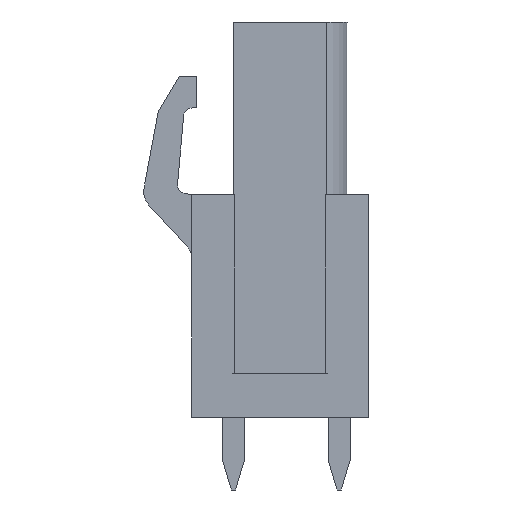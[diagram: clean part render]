
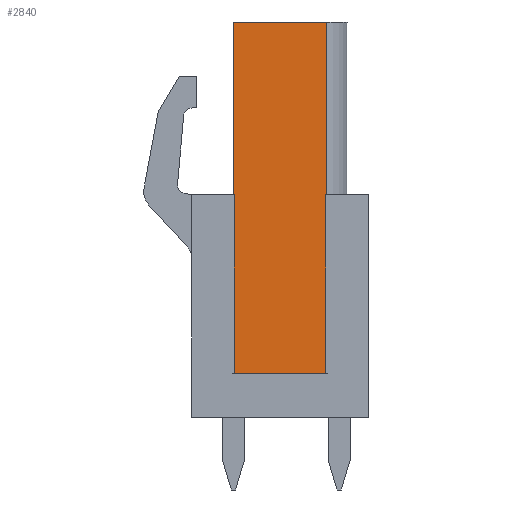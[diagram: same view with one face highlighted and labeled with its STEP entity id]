
A CAD part, left-side view. The second image highlights one B-rep face of the part: STEP entity #2840.
In plain terms, the highlighted planar face has unit normal (-1, 0, 0).
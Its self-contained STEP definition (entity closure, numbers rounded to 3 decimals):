
#2840 = ADVANCED_FACE( '', ( #6019 ), #6020, .F. );
#6019 = FACE_OUTER_BOUND( '', #11360, .T. );
#6020 = PLANE( '', #11361 );
#11360 = EDGE_LOOP( '', ( #19869, #19870, #19871, #19872, #19873, #19874, #19875, #19876 ) );
#11361 = AXIS2_PLACEMENT_3D( '', #19877, #19878, #19879 );
#19869 = ORIENTED_EDGE( '', *, *, #25334, .T. );
#19870 = ORIENTED_EDGE( '', *, *, #25335, .T. );
#19871 = ORIENTED_EDGE( '', *, *, #25187, .T. );
#19872 = ORIENTED_EDGE( '', *, *, #24041, .F. );
#19873 = ORIENTED_EDGE( '', *, *, #22727, .F. );
#19874 = ORIENTED_EDGE( '', *, *, #24823, .F. );
#19875 = ORIENTED_EDGE( '', *, *, #22744, .T. );
#19876 = ORIENTED_EDGE( '', *, *, #25336, .T. );
#19877 = CARTESIAN_POINT( '', ( -30.44, -3.25, 5.35 ) );
#19878 = DIRECTION( '', ( 1., 0., 0. ) );
#19879 = DIRECTION( '', ( 0., 0., -1. ) );
#22727 = EDGE_CURVE( '', #27032, #27034, #27035, .T. );
#22744 = EDGE_CURVE( '', #27058, #27062, #27064, .T. );
#24041 = EDGE_CURVE( '', #27034, #29112, #29113, .T. );
#24823 = EDGE_CURVE( '', #27058, #27032, #30180, .T. );
#25187 = EDGE_CURVE( '', #30661, #29112, #30662, .T. );
#25334 = EDGE_CURVE( '', #30836, #30837, #30838, .T. );
#25335 = EDGE_CURVE( '', #30837, #30661, #30839, .T. );
#25336 = EDGE_CURVE( '', #27062, #30836, #30840, .T. );
#27032 = VERTEX_POINT( '', #33111 );
#27034 = VERTEX_POINT( '', #33114 );
#27035 = LINE( '', #33115, #33116 );
#27058 = VERTEX_POINT( '', #33146 );
#27062 = VERTEX_POINT( '', #33152 );
#27064 = LINE( '', #33155, #33156 );
#29112 = VERTEX_POINT( '', #36110 );
#29113 = LINE( '', #36111, #36112 );
#30180 = LINE( '', #37635, #37636 );
#30661 = VERTEX_POINT( '', #38335 );
#30662 = LINE( '', #38336, #38337 );
#30836 = VERTEX_POINT( '', #38587 );
#30837 = VERTEX_POINT( '', #38588 );
#30838 = LINE( '', #38589, #38590 );
#30839 = LINE( '', #38591, #38592 );
#30840 = LINE( '', #38593, #38594 );
#33111 = CARTESIAN_POINT( '', ( -30.44, 2.65, 5.35 ) );
#33114 = CARTESIAN_POINT( '', ( -30.44, 2.25, 5.35 ) );
#33115 = CARTESIAN_POINT( '', ( -30.44, 2.65, 5.35 ) );
#33116 = VECTOR( '', #39934, 1000. );
#33146 = CARTESIAN_POINT( '', ( -30.44, 2.65, -3.25 ) );
#33152 = CARTESIAN_POINT( '', ( -30.44, -2.65, -3.25 ) );
#33155 = CARTESIAN_POINT( '', ( -30.44, 2.65, -3.25 ) );
#33156 = VECTOR( '', #39954, 1000. );
#36110 = CARTESIAN_POINT( '', ( -30.44, 2.25, 13.65 ) );
#36111 = CARTESIAN_POINT( '', ( -30.44, 2.25, 5.35 ) );
#36112 = VECTOR( '', #41274, 1000. );
#37635 = CARTESIAN_POINT( '', ( -30.44, 2.65, -3.25 ) );
#37636 = VECTOR( '', #41969, 1000. );
#38335 = CARTESIAN_POINT( '', ( -30.44, -2.25, 13.65 ) );
#38336 = CARTESIAN_POINT( '', ( -30.44, -3.25, 13.65 ) );
#38337 = VECTOR( '', #42305, 1000. );
#38587 = CARTESIAN_POINT( '', ( -30.44, -2.65, 5.35 ) );
#38588 = CARTESIAN_POINT( '', ( -30.44, -2.25, 5.35 ) );
#38589 = CARTESIAN_POINT( '', ( -30.44, -3.25, 5.35 ) );
#38590 = VECTOR( '', #42394, 1000. );
#38591 = CARTESIAN_POINT( '', ( -30.44, -2.25, 5.35 ) );
#38592 = VECTOR( '', #42395, 1000. );
#38593 = CARTESIAN_POINT( '', ( -30.44, -2.65, -3.25 ) );
#38594 = VECTOR( '', #42396, 1000. );
#39934 = DIRECTION( '', ( 0., -1., 0. ) );
#39954 = DIRECTION( '', ( 0., -1., 0. ) );
#41274 = DIRECTION( '', ( 0., 0., 1. ) );
#41969 = DIRECTION( '', ( 0., 0., 1. ) );
#42305 = DIRECTION( '', ( 0., 1., 0. ) );
#42394 = DIRECTION( '', ( 0., 1., 0. ) );
#42395 = DIRECTION( '', ( 0., 0., 1. ) );
#42396 = DIRECTION( '', ( 0., 0., 1. ) );
